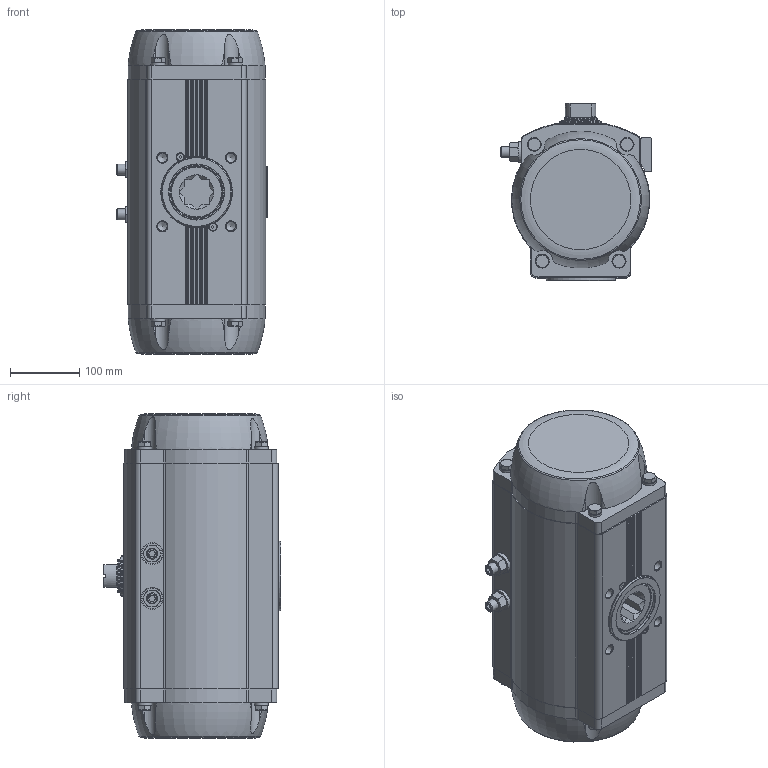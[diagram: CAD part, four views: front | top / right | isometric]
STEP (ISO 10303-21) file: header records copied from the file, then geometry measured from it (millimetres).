
FILE_DESCRIPTION(/* description */ ('STEP AP214'),/* implementation_level */ '2;1');
FILE_NAME(/* name */ '8102888_DFPD-900-RP-90-RS35-F14-R3-C',/* time_stamp */ '2024-08-15T18:51:04+02:00',/* author */ ('License CC BY-ND 4.0'),/* organization */ ('CADENAS'),/* preprocessor_version */ 'ST-DEVELOPER v19.3',/* originating_system */ 'PARTsolutions',/* authorisation */ ' ');
FILE_SCHEMA (('AUTOMOTIVE_DESIGN {1 0 10303 214 3 1 1}'));
Length unit declared in the file: millimetre
Products named in the file (7): 8102888 DFPD-900-RP-90-RS35-F14-R3-C---(0); 8042194 DFPD-900-90-RS-F14-C-----(housing); 8042194 DFPD-900(F14_0)---(shaft); 5235794 SCHEIBE 16.3X30X5-1.4301; DIN 934 - M16(F); 8088530 DFPD-900/1200-C--(adj); 8101073 DFPD-CTR-F14--(ctr)
Assembly tree (9 placements, depth 2):
  8102888 DFPD-900-RP-90-RS35-F14-R3-C---(0)
    8042194 DFPD-900-90-RS-F14-C-----(housing)
    8042194 DFPD-900(F14_0)---(shaft)
    5235794 SCHEIBE 16.3X30X5-1.4301  x2
    DIN 934 - M16(F)  x2
    8088530 DFPD-900/1200-C--(adj)  x2
    8101073 DFPD-CTR-F14--(ctr)
Bounding box: 217.33 x 256.7 x 469.6 mm (x, y, z)
Volume: 16617449.9 mm3; surface area: 570091.8 mm2
Topology: 9 solids, 9 shells, 683 faces, 1666 edges, 1060 vertices
Faces by surface type: plane 315, cylinder 191, cone 131, torus 44, sphere 2
Full cylindrical faces by diameter (mm): 2.5 x2, 4.134 x8, 4.917 x1, 8.5 x2, 10 x2, 10.57 x2, 11.445 x2, 13.835 x8, 16 x2, 16.3 x2, 20 x8, 22.5 x2, 30 x2, 32 x2, 45.5 x1, 48 x2, 48.2 x1, 50.8 x1, 53 x1, 58.5 x1, 60 x2, 71.5 x2, 74.4 x1, 74.6 x1, 76.6 x1, 80 x1, 86 x1, 100 x1, 103 x2
Entity records: 18970 total; most frequent: CARTESIAN_POINT 4180, DIRECTION 3052, ORIENTED_EDGE 2818, EDGE_CURVE 1409, AXIS2_PLACEMENT_3D 1219, VERTEX_POINT 993, FACE_BOUND 888, EDGE_LOOP 875
